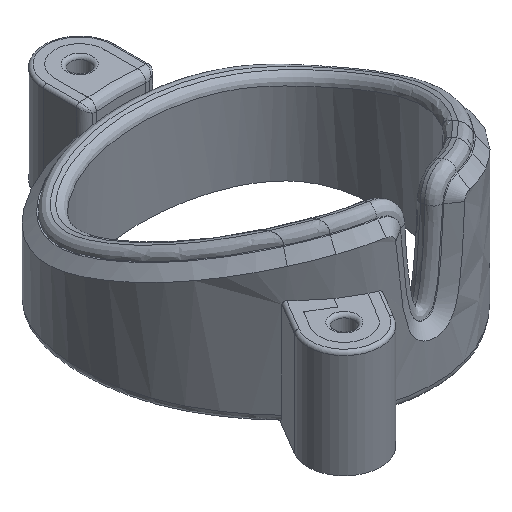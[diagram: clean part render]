
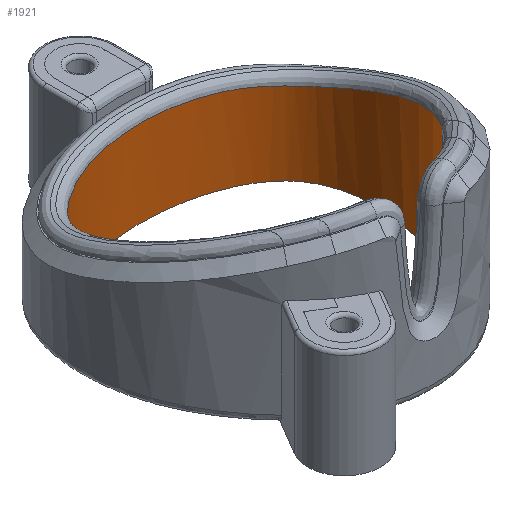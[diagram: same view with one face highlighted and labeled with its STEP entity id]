
A CAD part, isometric view. The second image highlights one B-rep face of the part: STEP entity #1921.
In plain terms, the highlighted free-form (B-spline) face has degree [3, 1] with [19, 2] control points.
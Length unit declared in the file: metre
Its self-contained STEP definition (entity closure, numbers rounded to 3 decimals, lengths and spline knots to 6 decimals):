
#187=B_SPLINE_CURVE_WITH_KNOTS('',3,(#3458,#3459,#3460,#3461,#3462,#3463,
#3464,#3465,#3466,#3467,#3468,#3469,#3470,#3471,#3472,#3473,#3474,#3475,
#3476,#3477,#3478,#3479,#3480,#3481,#3482,#3483,#3484,#3485),
 .UNSPECIFIED.,.F.,.F.,(4,1,1,1,1,1,1,1,1,1,1,1,1,1,1,1,1,1,1,1,1,1,1,1,
1,4),(0.,0.004741,0.007112,0.009483,
0.011853,0.014224,0.016595,0.018966,
0.021336,0.023707,0.026078,0.028448,
0.03319,0.037931,0.042672,0.047414,
0.049784,0.052155,0.054526,0.056897,
0.059267,0.061638,0.066379,0.06875,
0.071121,0.075862),.UNSPECIFIED.);
#188=B_SPLINE_CURVE_WITH_KNOTS('',3,(#3489,#3490,#3491,#3492,#3493,#3494,
#3495,#3496,#3497,#3498,#3499,#3500,#3501),.UNSPECIFIED.,.T.,.F.,(1,3,1,
1,1,1,1,1,1,1,1,3,1),(-0.120571,0.,0.120571,0.217595,
0.31462,0.418791,0.5,0.581209,0.68538,
0.782405,0.879429,1.,1.120571),.UNSPECIFIED.);
#432=ORIENTED_EDGE('',*,*,#968,.F.);
#433=ORIENTED_EDGE('',*,*,#969,.T.);
#434=ORIENTED_EDGE('',*,*,#970,.T.);
#435=ORIENTED_EDGE('',*,*,#971,.F.);
#968=EDGE_CURVE('',#1245,#1246,#1409,.T.);
#969=EDGE_CURVE('',#1245,#1247,#187,.T.);
#970=EDGE_CURVE('',#1247,#1248,#1410,.T.);
#971=EDGE_CURVE('',#1246,#1248,#188,.T.);
#1245=VERTEX_POINT('',#3456);
#1246=VERTEX_POINT('',#3457);
#1247=VERTEX_POINT('',#3486);
#1248=VERTEX_POINT('',#3488);
#1409=LINE('',#3455,#1515);
#1410=LINE('',#3487,#1516);
#1515=VECTOR('',#2238,1.);
#1516=VECTOR('',#2239,1.);
#1632=EDGE_LOOP('',(#432,#433,#434,#435));
#1761=FACE_BOUND('',#1632,.T.);
#1863=B_SPLINE_SURFACE_WITH_KNOTS('',3,1,((#3417,#3418),(#3419,#3420),(#3421,
#3422),(#3423,#3424),(#3425,#3426),(#3427,#3428),(#3429,#3430),(#3431,#3432),
(#3433,#3434),(#3435,#3436),(#3437,#3438),(#3439,#3440),(#3441,#3442),(#3443,
#3444),(#3445,#3446),(#3447,#3448),(#3449,#3450),(#3451,#3452),(#3453,#3454)),
 .SURF_OF_LINEAR_EXTRUSION.,.F.,.F.,.F.,(4,1,1,1,1,1,1,1,1,1,1,1,1,1,1,
1,4),(2,2),(0.652908,0.696295,0.739681,0.783068,
0.826454,0.869841,0.913227,0.956614,
1.,1.043386,1.086773,1.130159,1.173546,
1.216932,1.260319,1.303705,1.347092),(0.,
1.),.UNSPECIFIED.);
#1921=ADVANCED_FACE('',(#1761),#1863,.T.);
#2238=DIRECTION('',(0.,0.,-1.));
#2239=DIRECTION('',(0.,0.,-1.));
#3417=CARTESIAN_POINT('',(0.0115,-0.009319,0.016935));
#3418=CARTESIAN_POINT('',(0.0115,-0.009319,0.));
#3419=CARTESIAN_POINT('',(0.012453,-0.008108,0.016935));
#3420=CARTESIAN_POINT('',(0.012453,-0.008108,0.));
#3421=CARTESIAN_POINT('',(0.014118,-0.005548,0.016935));
#3422=CARTESIAN_POINT('',(0.014118,-0.005548,0.));
#3423=CARTESIAN_POINT('',(0.015584,-0.0017,0.016935));
#3424=CARTESIAN_POINT('',(0.015584,-0.0017,0.));
#3425=CARTESIAN_POINT('',(0.016164,0.002321,0.016935));
#3426=CARTESIAN_POINT('',(0.016164,0.002321,0.));
#3427=CARTESIAN_POINT('',(0.015925,0.006595,0.016935));
#3428=CARTESIAN_POINT('',(0.015925,0.006595,0.));
#3429=CARTESIAN_POINT('',(0.014356,0.010533,0.016935));
#3430=CARTESIAN_POINT('',(0.014356,0.010533,0.));
#3431=CARTESIAN_POINT('',(0.010804,0.013488,0.016935));
#3432=CARTESIAN_POINT('',(0.010804,0.013488,0.));
#3433=CARTESIAN_POINT('',(0.005758,0.015297,0.016935));
#3434=CARTESIAN_POINT('',(0.005758,0.015297,0.));
#3435=CARTESIAN_POINT('',(0.,0.015924,0.016935));
#3436=CARTESIAN_POINT('',(0.,0.015924,0.));
#3437=CARTESIAN_POINT('',(-0.005758,0.015297,0.016935));
#3438=CARTESIAN_POINT('',(-0.005758,0.015297,0.));
#3439=CARTESIAN_POINT('',(-0.010804,0.013488,0.016935));
#3440=CARTESIAN_POINT('',(-0.010804,0.013488,0.));
#3441=CARTESIAN_POINT('',(-0.014356,0.010533,0.016935));
#3442=CARTESIAN_POINT('',(-0.014356,0.010533,0.));
#3443=CARTESIAN_POINT('',(-0.015925,0.006595,0.016935));
#3444=CARTESIAN_POINT('',(-0.015925,0.006595,0.));
#3445=CARTESIAN_POINT('',(-0.016164,0.002321,0.016935));
#3446=CARTESIAN_POINT('',(-0.016164,0.002321,0.));
#3447=CARTESIAN_POINT('',(-0.015584,-0.0017,0.016935));
#3448=CARTESIAN_POINT('',(-0.015584,-0.0017,0.));
#3449=CARTESIAN_POINT('',(-0.014118,-0.005548,0.016935));
#3450=CARTESIAN_POINT('',(-0.014118,-0.005548,0.));
#3451=CARTESIAN_POINT('',(-0.012453,-0.008108,0.016935));
#3452=CARTESIAN_POINT('',(-0.012453,-0.008108,0.));
#3453=CARTESIAN_POINT('',(-0.0115,-0.009319,0.016935));
#3454=CARTESIAN_POINT('',(-0.0115,-0.009319,0.));
#3455=CARTESIAN_POINT('',(0.0115,-0.009319,0.022));
#3456=CARTESIAN_POINT('',(0.0115,-0.009319,0.016834));
#3457=CARTESIAN_POINT('',(0.0115,-0.009319,0.));
#3458=CARTESIAN_POINT('',(0.0115,-0.009319,0.016834));
#3459=CARTESIAN_POINT('',(0.012432,-0.008134,0.016358));
#3460=CARTESIAN_POINT('',(0.013669,-0.006255,0.015615));
#3461=CARTESIAN_POINT('',(0.014871,-0.003584,0.01457));
#3462=CARTESIAN_POINT('',(0.015536,-0.001464,0.013749));
#3463=CARTESIAN_POINT('',(0.015934,0.000716,0.012909));
#3464=CARTESIAN_POINT('',(0.016082,0.002899,0.012086));
#3465=CARTESIAN_POINT('',(0.015996,0.005114,0.011288));
#3466=CARTESIAN_POINT('',(0.015572,0.007353,0.010568));
#3467=CARTESIAN_POINT('',(0.014694,0.009522,0.010044));
#3468=CARTESIAN_POINT('',(0.013246,0.011442,0.009904));
#3469=CARTESIAN_POINT('',(0.011366,0.012898,0.010039));
#3470=CARTESIAN_POINT('',(0.008544,0.01436,0.010252));
#3471=CARTESIAN_POINT('',(0.004766,0.015432,0.010431));
#3472=CARTESIAN_POINT('',(-0.000015,0.015854,0.010494));
#3473=CARTESIAN_POINT('',(-0.004679,0.015444,0.010433));
#3474=CARTESIAN_POINT('',(-0.008507,0.014375,0.010254));
#3475=CARTESIAN_POINT('',(-0.011322,0.012925,0.010043));
#3476=CARTESIAN_POINT('',(-0.013214,0.011474,0.009905));
#3477=CARTESIAN_POINT('',(-0.014671,0.009564,0.010037));
#3478=CARTESIAN_POINT('',(-0.015558,0.007397,0.010555));
#3479=CARTESIAN_POINT('',(-0.015988,0.005185,0.011263));
#3480=CARTESIAN_POINT('',(-0.016115,0.002192,0.01234));
#3481=CARTESIAN_POINT('',(-0.015768,-0.000703,0.013454));
#3482=CARTESIAN_POINT('',(-0.014883,-0.003557,0.014559));
#3483=CARTESIAN_POINT('',(-0.013672,-0.006252,0.015614));
#3484=CARTESIAN_POINT('',(-0.012434,-0.008132,0.016357));
#3485=CARTESIAN_POINT('',(-0.0115,-0.009319,0.016834));
#3486=CARTESIAN_POINT('',(-0.0115,-0.009319,0.016834));
#3487=CARTESIAN_POINT('',(-0.0115,-0.009319,0.022));
#3488=CARTESIAN_POINT('',(-0.0115,-0.009319,0.));
#3489=CARTESIAN_POINT('',(0.,0.015715,0.));
#3490=CARTESIAN_POINT('',(-0.005336,0.015715,0.));
#3491=CARTESIAN_POINT('',(-0.014965,0.012809,0.));
#3492=CARTESIAN_POINT('',(-0.016697,0.002082,0.));
#3493=CARTESIAN_POINT('',(-0.014206,-0.006745,0.));
#3494=CARTESIAN_POINT('',(-0.00673,-0.014958,0.));
#3495=CARTESIAN_POINT('',(0.,-0.016457,0.));
#3496=CARTESIAN_POINT('',(0.00673,-0.014958,0.));
#3497=CARTESIAN_POINT('',(0.014206,-0.006745,0.));
#3498=CARTESIAN_POINT('',(0.016697,0.002082,0.));
#3499=CARTESIAN_POINT('',(0.014965,0.012809,0.));
#3500=CARTESIAN_POINT('',(0.005336,0.015715,0.));
#3501=CARTESIAN_POINT('',(0.,0.015715,0.));
